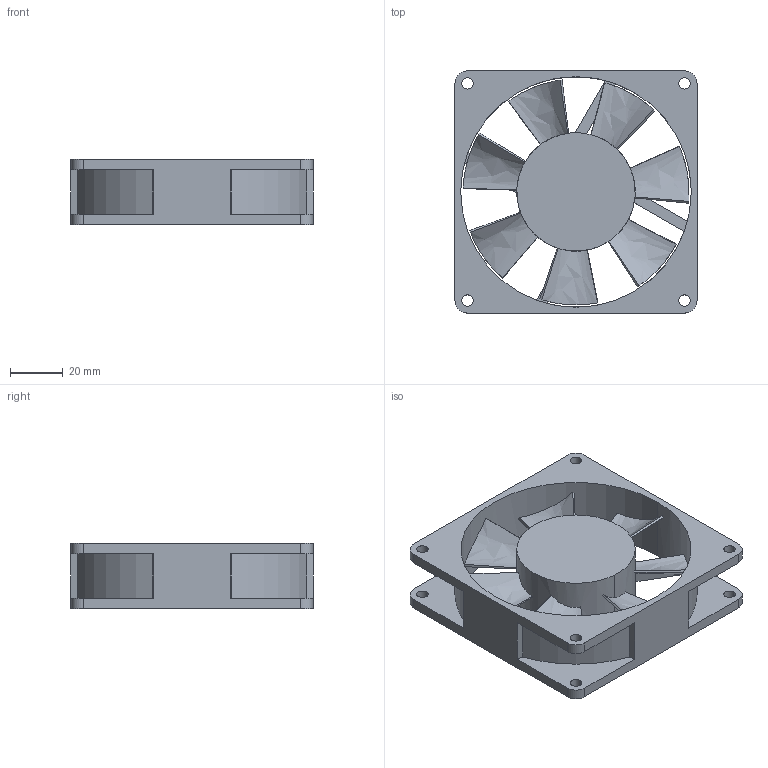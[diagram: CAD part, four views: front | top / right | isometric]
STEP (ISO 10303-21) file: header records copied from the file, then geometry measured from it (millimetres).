
FILE_DESCRIPTION (( 'STEP AP203' ), '1' );
FILE_NAME ('KD1209PTB1.step', '2018-04-01T18:03:09', ( '' ), ( '' ), 'SwSTEP 2.0', 'SolidWorks 2008', '' );
FILE_SCHEMA (( 'CONFIG_CONTROL_DESIGN' ));
Length unit declared in the file: millimetre
Products named in the file (3): KD1209PTB1; Fan_HouseKD1209PTB1_KD1209PTB1; FanKD1209PTB1_KD1209PTB1
Assembly tree (2 placements, depth 2):
  KD1209PTB1
    Fan_HouseKD1209PTB1_KD1209PTB1
    FanKD1209PTB1_KD1209PTB1
Bounding box: 92 x 92 x 25 mm (x, y, z)
Volume: 74278.4 mm3; surface area: 40189.2 mm2
Topology: 2 solids, 2 shells, 105 faces, 294 edges, 196 vertices
Faces by surface type: plane 47, cylinder 44, bspline 14
Entity records: 4245 total; most frequent: CARTESIAN_POINT 1308, ORIENTED_EDGE 588, DIRECTION 506, EDGE_CURVE 294, VERTEX_POINT 196, AXIS2_PLACEMENT_3D 176, VECTOR 154, LINE 154
